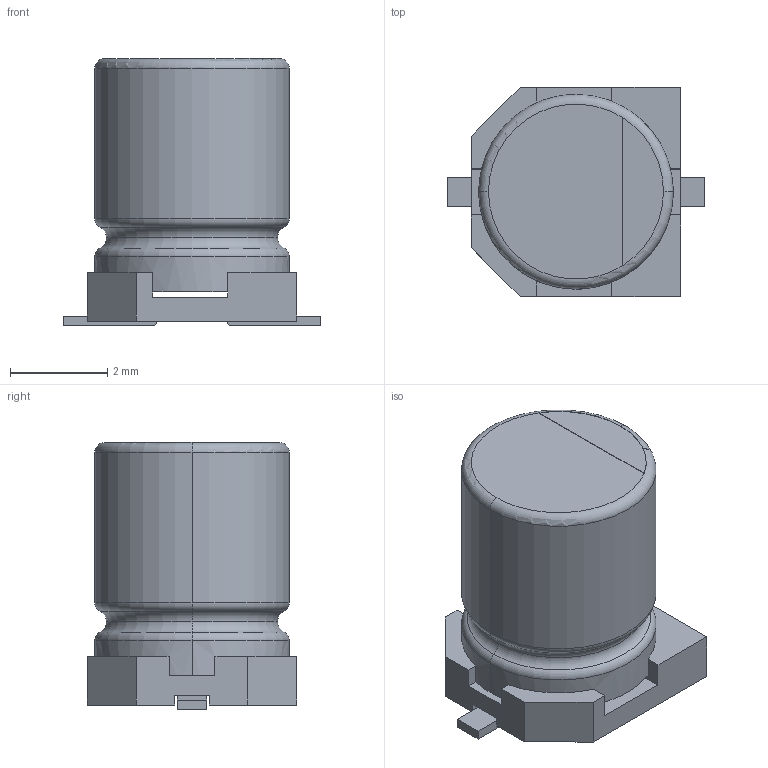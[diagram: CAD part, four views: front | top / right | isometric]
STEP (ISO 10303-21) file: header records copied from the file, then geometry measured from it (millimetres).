
FILE_DESCRIPTION (( 'STEP AP214' ), '1' );
FILE_NAME ('CAP-SMD_BD4.0-L4.3-W4.3-LS5.3-FD.step', '2022-07-01T06:25:20', ( '' ), ( '' ), 'SwSTEP 2.0', 'SolidWorks 2020', '' );
FILE_SCHEMA (( 'AUTOMOTIVE_DESIGN' ));
Length unit declared in the file: millimetre
Products named in the file (1): CAP-SMD_BD4.0-L4.3-W4.3-LS5.3-FD
Bounding box: 5.3 x 4.3 x 5.51 mm (x, y, z)
Volume: 70.3 mm3; surface area: 128.7 mm2
Topology: 1 solids, 1 shells, 343 faces, 931 edges, 616 vertices
Faces by surface type: plane 212, bspline 114, torus 10, cylinder 7
Entity records: 15323 total; most frequent: CARTESIAN_POINT 4253, ORIENTED_EDGE 1862, DIRECTION 1200, EDGE_CURVE 931, LINE 658, VECTOR 658, VERTEX_POINT 616, EDGE_LOOP 371
